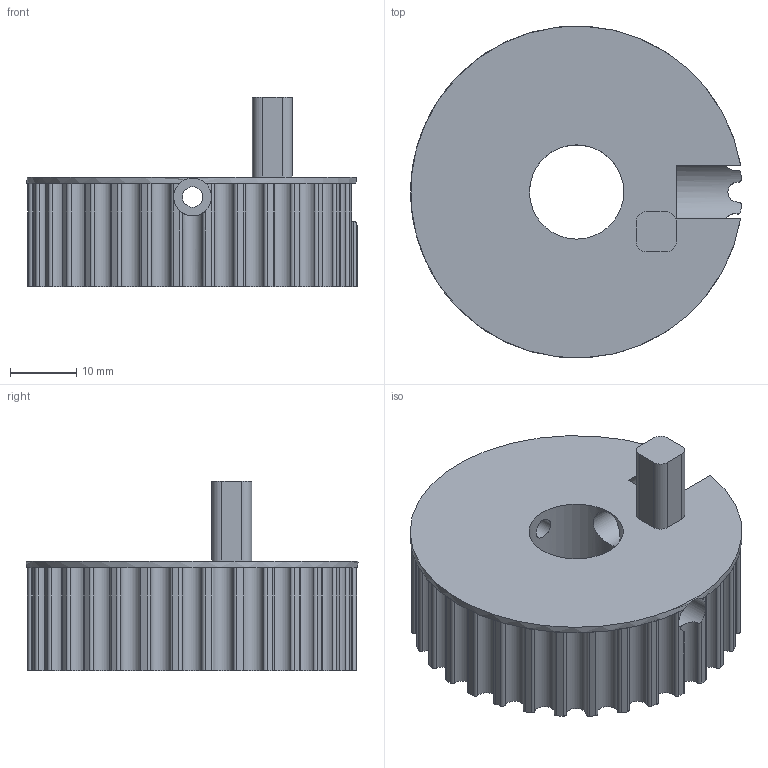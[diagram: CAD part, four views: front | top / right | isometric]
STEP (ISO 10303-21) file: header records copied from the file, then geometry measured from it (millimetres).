
FILE_DESCRIPTION(/* description */ (''),/* implementation_level */ '2;1');
FILE_NAME(/* name */ '32T HTD5 Pulley M6 30mm.step',/* time_stamp */ '2026-02-07T02:29:15-08:00',/* author */ (''),/* organization */ (''),/* preprocessor_version */ 'ST-DEVELOPER v20.1',/* originating_system */ 'Autodesk Translation Framework v14.24.0.0',/* authorisation */ '');
FILE_SCHEMA (('AUTOMOTIVE_DESIGN { 1 0 10303 214 3 1 1 }'));
Length unit declared in the file: millimetre
Products named in the file (2): 32T HTD5 Pulley M6 30mm; 6497K274_High-Strength HTD Timing Belt Pulley
Assembly tree (1 placements, depth 2):
  32T HTD5 Pulley M6 30mm
    6497K274_High-Strength HTD Timing Belt Pulley
Bounding box: 49.82 x 50 x 28.52 mm (x, y, z)
Volume: 25797.5 mm3; surface area: 9073.8 mm2
Topology: 1 solids, 1 shells, 155 faces, 458 edges, 306 vertices
Faces by surface type: cylinder 141, plane 14
Full cylindrical faces by diameter (mm): 3.1 x2, 5.7 x4, 14.2 x1
Entity records: 5766 total; most frequent: CARTESIAN_POINT 1353, DIRECTION 1005, ORIENTED_EDGE 916, EDGE_CURVE 458, AXIS2_PLACEMENT_3D 422, VERTEX_POINT 306, CIRCLE 264, EDGE_LOOP 164
